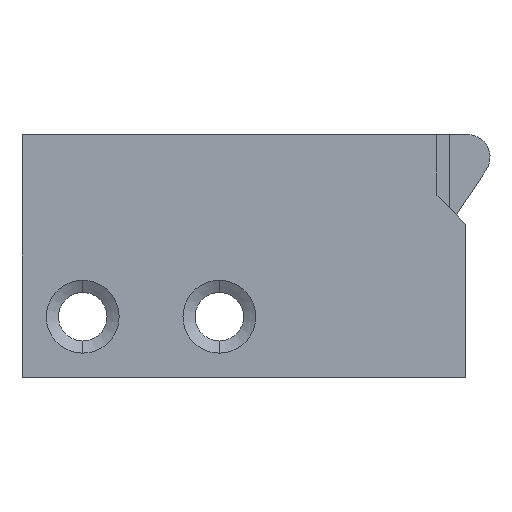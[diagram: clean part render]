
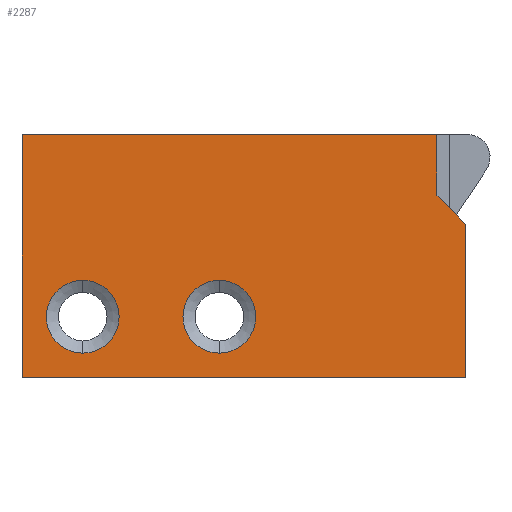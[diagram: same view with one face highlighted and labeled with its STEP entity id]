
A CAD part, front view. The second image highlights one B-rep face of the part: STEP entity #2287.
In plain terms, the highlighted planar face has unit normal (0, -1, 0).
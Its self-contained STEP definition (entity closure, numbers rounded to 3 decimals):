
#22 = LINE ( 'NONE', #1999, #787 ) ;
#82 = ORIENTED_EDGE ( 'NONE', *, *, #3046, .F. ) ;
#139 = CARTESIAN_POINT ( 'NONE',  ( -0.54, -1.165, -1.8 ) ) ;
#228 = CIRCLE ( 'NONE', #691, 1.2 ) ;
#259 = DIRECTION ( 'NONE',  ( 0., 0., -1. ) ) ;
#381 = CARTESIAN_POINT ( 'NONE',  ( 7.581, -1.165, 0.047 ) ) ;
#392 = EDGE_CURVE ( 'NONE', #3173, #867, #1096, .T. ) ;
#405 = DIRECTION ( 'NONE',  ( 0., 0., -1. ) ) ;
#412 = ORIENTED_EDGE ( 'NONE', *, *, #3075, .F. ) ;
#461 = CIRCLE ( 'NONE', #1221, 1.2 ) ;
#498 = CARTESIAN_POINT ( 'NONE',  ( -7.04, -1.165, -5. ) ) ;
#512 = CARTESIAN_POINT ( 'NONE',  ( -5.04, -1.165, -3. ) ) ;
#520 = DIRECTION ( 'NONE',  ( 0., 0., 1. ) ) ;
#569 = CARTESIAN_POINT ( 'NONE',  ( 3.831, -1.165, 3.797 ) ) ;
#585 = VECTOR ( 'NONE', #1544, 1000. ) ;
#593 = CARTESIAN_POINT ( 'NONE',  ( -7.04, -1.165, 3. ) ) ;
#621 = CARTESIAN_POINT ( 'NONE',  ( -0.54, -1.165, -3. ) ) ;
#650 = DIRECTION ( 'NONE',  ( 0., 0., -1. ) ) ;
#663 = VERTEX_POINT ( 'NONE', #1283 ) ;
#691 = AXIS2_PLACEMENT_3D ( 'NONE', #512, #990, #2478 ) ;
#787 = VECTOR ( 'NONE', #1019, 1000. ) ;
#845 = VERTEX_POINT ( 'NONE', #381 ) ;
#867 = VERTEX_POINT ( 'NONE', #139 ) ;
#889 = DIRECTION ( 'NONE',  ( 0., -1., 0. ) ) ;
#929 = ORIENTED_EDGE ( 'NONE', *, *, #3203, .T. ) ;
#981 = CARTESIAN_POINT ( 'NONE',  ( -5.04, -1.165, -1.8 ) ) ;
#989 = CARTESIAN_POINT ( 'NONE',  ( 7.581, -1.165, -5. ) ) ;
#990 = DIRECTION ( 'NONE',  ( 0., -1., 0. ) ) ;
#999 = FACE_BOUND ( 'NONE', #1144, .T. ) ;
#1019 = DIRECTION ( 'NONE',  ( 1., 0., 0. ) ) ;
#1096 = CIRCLE ( 'NONE', #3083, 1.2 ) ;
#1104 = DIRECTION ( 'NONE',  ( 0., -1., 0. ) ) ;
#1110 = EDGE_CURVE ( 'NONE', #845, #2648, #2798, .T. ) ;
#1132 = CARTESIAN_POINT ( 'NONE',  ( -5.04, -1.165, -3. ) ) ;
#1144 = EDGE_LOOP ( 'NONE', ( #82, #2842 ) ) ;
#1150 = ORIENTED_EDGE ( 'NONE', *, *, #1110, .T. ) ;
#1198 = CARTESIAN_POINT ( 'NONE',  ( -5.04, -1.165, -4.2 ) ) ;
#1203 = LINE ( 'NONE', #1988, #2382 ) ;
#1205 = CARTESIAN_POINT ( 'NONE',  ( 6.628, -1.165, 3. ) ) ;
#1221 = AXIS2_PLACEMENT_3D ( 'NONE', #1132, #2668, #405 ) ;
#1280 = EDGE_LOOP ( 'NONE', ( #1298, #1742 ) ) ;
#1283 = CARTESIAN_POINT ( 'NONE',  ( -7.04, -1.165, -5. ) ) ;
#1291 = VECTOR ( 'NONE', #1532, 1000. ) ;
#1298 = ORIENTED_EDGE ( 'NONE', *, *, #392, .F. ) ;
#1340 = EDGE_CURVE ( 'NONE', #2611, #1874, #461, .T. ) ;
#1416 = AXIS2_PLACEMENT_3D ( 'NONE', #2996, #2749, #520 ) ;
#1436 = EDGE_CURVE ( 'NONE', #1862, #663, #1203, .T. ) ;
#1448 = DIRECTION ( 'NONE',  ( -1., 0., 0. ) ) ;
#1508 = CARTESIAN_POINT ( 'NONE',  ( 6.628, -1.165, 1. ) ) ;
#1518 = ORIENTED_EDGE ( 'NONE', *, *, #1436, .F. ) ;
#1532 = DIRECTION ( 'NONE',  ( 0., 0., 1. ) ) ;
#1544 = DIRECTION ( 'NONE',  ( -0.707, 0., 0.707 ) ) ;
#1614 = VERTEX_POINT ( 'NONE', #593 ) ;
#1690 = LINE ( 'NONE', #1205, #1958 ) ;
#1742 = ORIENTED_EDGE ( 'NONE', *, *, #3182, .F. ) ;
#1788 = FACE_OUTER_BOUND ( 'NONE', #2810, .T. ) ;
#1862 = VERTEX_POINT ( 'NONE', #989 ) ;
#1874 = VERTEX_POINT ( 'NONE', #1198 ) ;
#1897 = VECTOR ( 'NONE', #259, 1000. ) ;
#1898 = CARTESIAN_POINT ( 'NONE',  ( 6.628, -1.165, 3. ) ) ;
#1900 = ORIENTED_EDGE ( 'NONE', *, *, #2544, .F. ) ;
#1909 = EDGE_CURVE ( 'NONE', #1614, #663, #2489, .T. ) ;
#1958 = VECTOR ( 'NONE', #650, 1000. ) ;
#1988 = CARTESIAN_POINT ( 'NONE',  ( 7.581, -1.165, -5. ) ) ;
#1992 = PLANE ( 'NONE',  #1416 ) ;
#1999 = CARTESIAN_POINT ( 'NONE',  ( 3.034, -1.165, 3. ) ) ;
#2029 = CARTESIAN_POINT ( 'NONE',  ( -0.54, -1.165, -4.2 ) ) ;
#2043 = FACE_BOUND ( 'NONE', #1280, .T. ) ;
#2048 = LINE ( 'NONE', #2520, #1291 ) ;
#2108 = DIRECTION ( 'NONE',  ( 0., 0., -1. ) ) ;
#2161 = ORIENTED_EDGE ( 'NONE', *, *, #1909, .T. ) ;
#2287 = ADVANCED_FACE ( 'NONE', ( #999, #2043, #1788 ), #1992, .F. ) ;
#2382 = VECTOR ( 'NONE', #1448, 1000. ) ;
#2459 = AXIS2_PLACEMENT_3D ( 'NONE', #621, #1104, #2567 ) ;
#2478 = DIRECTION ( 'NONE',  ( 0., 0., -1. ) ) ;
#2489 = LINE ( 'NONE', #498, #1897 ) ;
#2520 = CARTESIAN_POINT ( 'NONE',  ( 7.581, -1.165, -5. ) ) ;
#2544 = EDGE_CURVE ( 'NONE', #2973, #2648, #1690, .T. ) ;
#2567 = DIRECTION ( 'NONE',  ( 0., 0., -1. ) ) ;
#2611 = VERTEX_POINT ( 'NONE', #981 ) ;
#2622 = CIRCLE ( 'NONE', #2459, 1.2 ) ;
#2648 = VERTEX_POINT ( 'NONE', #1508 ) ;
#2668 = DIRECTION ( 'NONE',  ( 0., -1., 0. ) ) ;
#2749 = DIRECTION ( 'NONE',  ( 0., 1., 0. ) ) ;
#2798 = LINE ( 'NONE', #569, #585 ) ;
#2810 = EDGE_LOOP ( 'NONE', ( #1900, #412, #2161, #1518, #929, #1150 ) ) ;
#2842 = ORIENTED_EDGE ( 'NONE', *, *, #1340, .F. ) ;
#2973 = VERTEX_POINT ( 'NONE', #1898 ) ;
#2996 = CARTESIAN_POINT ( 'NONE',  ( 3.034, -1.165, 3. ) ) ;
#3046 = EDGE_CURVE ( 'NONE', #1874, #2611, #228, .T. ) ;
#3075 = EDGE_CURVE ( 'NONE', #1614, #2973, #22, .T. ) ;
#3083 = AXIS2_PLACEMENT_3D ( 'NONE', #3142, #889, #2108 ) ;
#3142 = CARTESIAN_POINT ( 'NONE',  ( -0.54, -1.165, -3. ) ) ;
#3173 = VERTEX_POINT ( 'NONE', #2029 ) ;
#3182 = EDGE_CURVE ( 'NONE', #867, #3173, #2622, .T. ) ;
#3203 = EDGE_CURVE ( 'NONE', #1862, #845, #2048, .T. ) ;
